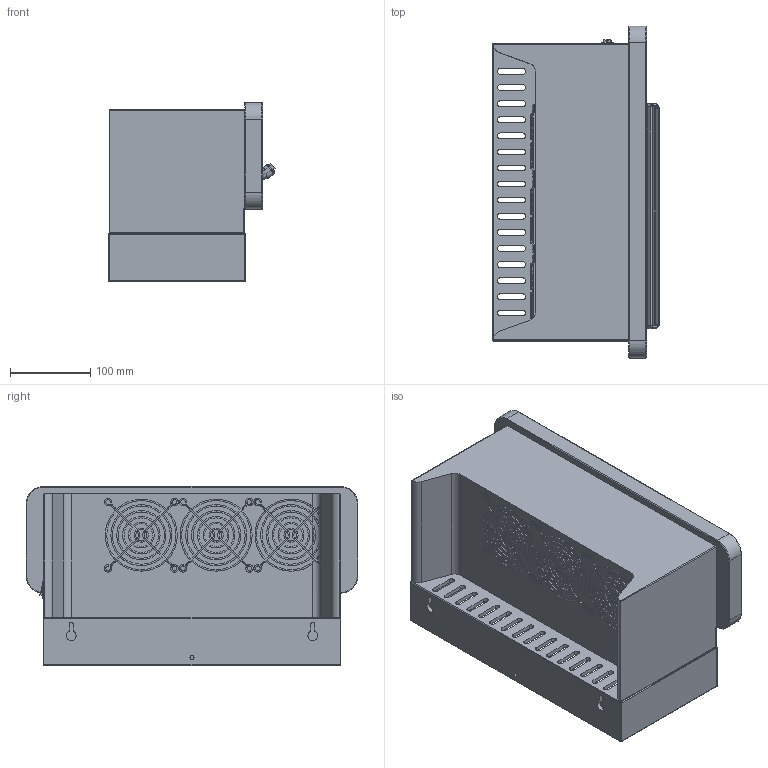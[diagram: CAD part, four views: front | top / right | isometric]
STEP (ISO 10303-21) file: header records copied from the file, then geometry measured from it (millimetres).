
FILE_DESCRIPTION((''),'2;1');
FILE_NAME('INGOMBRI_TEST_VENTIL_EHKT','2024-08-26T',('mcortina'),(''),'CREO PARAMETRIC BY PTC INC, 2016050','CREO PARAMETRIC BY PTC INC, 2016050','');
FILE_SCHEMA(('AUTOMOTIVE_DESIGN { 1 0 10303 214 1 1 1 1 }'));
Length unit declared in the file: millimetre
Products named in the file (1): INGOMBRI_TEST_VENTIL_EHKT
Bounding box: 207.25 x 412.4 x 222.5 mm (x, y, z)
Volume: 9069653.3 mm3; surface area: 607537.6 mm2
Topology: 22 solids, 23 shells, 716 faces, 1789 edges, 1076 vertices
Faces by surface type: cylinder 211, torus 210, plane 187, bspline 72, sphere 14, revolution 12, extrusion 10
Entity records: 31996 total; most frequent: CARTESIAN_POINT 12265, DIRECTION 3650, ORIENTED_EDGE 3562, EDGE_CURVE 1781, AXIS2_PLACEMENT_3D 1485, VERTEX_POINT 1076, CIRCLE 863, EDGE_LOOP 759
